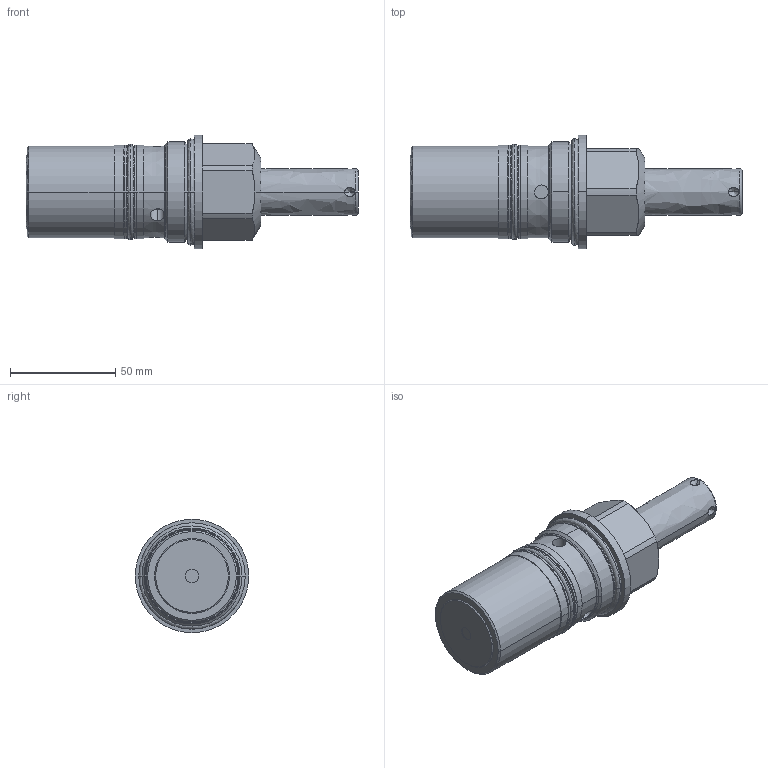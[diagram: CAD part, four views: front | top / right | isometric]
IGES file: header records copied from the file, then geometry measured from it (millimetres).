
Start section:  PTC IGES file: ilc15111302s.igs
Global section: file name: ilc15111302s.igs; native system: Creo Parametric by PTC Inc.; preprocessor: 2021164; author: Jweaver; organization: Unknown; date: 20230306.100812; units: inch
Bounding box: 157.86 x 53.98 x 53.98 mm (x, y, z)
Surface area: 30776.6 mm2 (no closed solid volume)
Topology: 0 solids, 0 shells, 102 faces, 450 edges, 440 vertices
Faces by surface type: revolution 76, bspline 26
